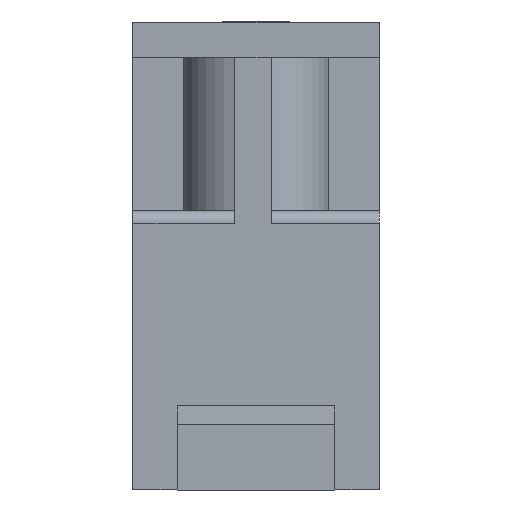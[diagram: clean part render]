
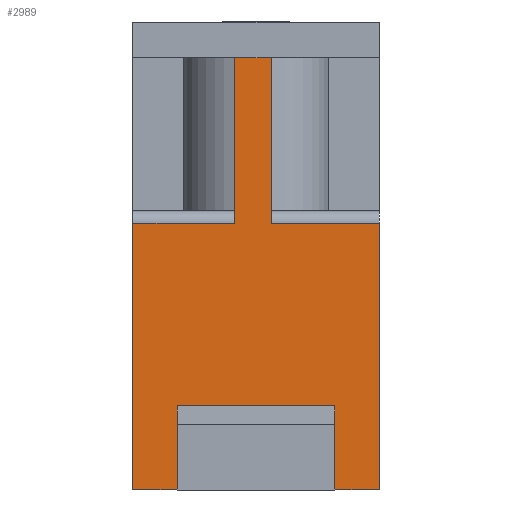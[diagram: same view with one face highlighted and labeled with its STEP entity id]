
A CAD part, front view. The second image highlights one B-rep face of the part: STEP entity #2989.
In plain terms, the highlighted planar face has unit normal (0, -1, 0).
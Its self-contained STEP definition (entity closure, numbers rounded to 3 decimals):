
#2963=AXIS2_PLACEMENT_3D('Plane Axis2P3D',#2960,#2961,#2962) ;
#916=CARTESIAN_POINT('Vertex',(4.137,2.28,17.54)) ;
#919=CARTESIAN_POINT('Line Origine',(4.877,2.28,17.54)) ;
#923=CARTESIAN_POINT('Vertex',(5.617,2.28,17.54)) ;
#1409=CARTESIAN_POINT('Vertex',(0.,2.28,0.)) ;
#1412=CARTESIAN_POINT('Line Origine',(0.,2.28,5.415)) ;
#1416=CARTESIAN_POINT('Vertex',(0.,2.28,10.83)) ;
#1578=CARTESIAN_POINT('Vertex',(10.,2.28,10.83)) ;
#1581=CARTESIAN_POINT('Line Origine',(10.,2.28,5.415)) ;
#1585=CARTESIAN_POINT('Vertex',(10.,2.28,0.)) ;
#2444=CARTESIAN_POINT('Line Origine',(5.,2.28,3.418)) ;
#2448=CARTESIAN_POINT('Vertex',(8.2,2.28,3.418)) ;
#2450=CARTESIAN_POINT('Vertex',(1.8,2.28,3.418)) ;
#2493=CARTESIAN_POINT('Vertex',(4.137,2.28,10.83)) ;
#2496=CARTESIAN_POINT('Line Origine',(4.137,2.28,14.185)) ;
#2517=CARTESIAN_POINT('Line Origine',(5.617,2.28,14.185)) ;
#2521=CARTESIAN_POINT('Vertex',(5.617,2.28,10.83)) ;
#2566=CARTESIAN_POINT('Line Origine',(1.8,2.28,1.709)) ;
#2570=CARTESIAN_POINT('Vertex',(1.8,2.28,0.)) ;
#2616=CARTESIAN_POINT('Line Origine',(8.2,2.28,1.709)) ;
#2620=CARTESIAN_POINT('Vertex',(8.2,2.28,0.)) ;
#2807=CARTESIAN_POINT('Line Origine',(5.,2.28,10.83)) ;
#2947=CARTESIAN_POINT('Line Origine',(5.,2.28,10.83)) ;
#2960=CARTESIAN_POINT('Axis2P3D Location',(10.,2.28,3.418)) ;
#2965=CARTESIAN_POINT('Line Origine',(0.9,2.28,0.)) ;
#2970=CARTESIAN_POINT('Line Origine',(9.1,2.28,0.)) ;
#920=DIRECTION('Vector Direction',(-1.,0.,0.)) ;
#1413=DIRECTION('Vector Direction',(0.,0.,1.)) ;
#1582=DIRECTION('Vector Direction',(0.,0.,1.)) ;
#2445=DIRECTION('Vector Direction',(-1.,0.,0.)) ;
#2497=DIRECTION('Vector Direction',(0.,0.,1.)) ;
#2518=DIRECTION('Vector Direction',(0.,0.,1.)) ;
#2567=DIRECTION('Vector Direction',(0.,0.,1.)) ;
#2617=DIRECTION('Vector Direction',(0.,0.,-1.)) ;
#2808=DIRECTION('Vector Direction',(1.,0.,0.)) ;
#2948=DIRECTION('Vector Direction',(1.,0.,0.)) ;
#2961=DIRECTION('Axis2P3D Direction',(0.,-1.,0.)) ;
#2962=DIRECTION('Axis2P3D XDirection',(0.,0.,1.)) ;
#2966=DIRECTION('Vector Direction',(-1.,0.,0.)) ;
#2971=DIRECTION('Vector Direction',(-1.,0.,0.)) ;
#921=VECTOR('Line Direction',#920,1.) ;
#1414=VECTOR('Line Direction',#1413,1.) ;
#1583=VECTOR('Line Direction',#1582,1.) ;
#2446=VECTOR('Line Direction',#2445,1.) ;
#2498=VECTOR('Line Direction',#2497,1.) ;
#2519=VECTOR('Line Direction',#2518,1.) ;
#2568=VECTOR('Line Direction',#2567,1.) ;
#2618=VECTOR('Line Direction',#2617,1.) ;
#2809=VECTOR('Line Direction',#2808,1.) ;
#2949=VECTOR('Line Direction',#2948,1.) ;
#2967=VECTOR('Line Direction',#2966,1.) ;
#2972=VECTOR('Line Direction',#2971,1.) ;
#2976=ORIENTED_EDGE('',*,*,#2523,.F.) ;
#2977=ORIENTED_EDGE('',*,*,#925,.T.) ;
#2978=ORIENTED_EDGE('',*,*,#2500,.F.) ;
#2979=ORIENTED_EDGE('',*,*,#2811,.F.) ;
#2980=ORIENTED_EDGE('',*,*,#1418,.F.) ;
#2981=ORIENTED_EDGE('',*,*,#2969,.F.) ;
#2982=ORIENTED_EDGE('',*,*,#2572,.T.) ;
#2983=ORIENTED_EDGE('',*,*,#2452,.F.) ;
#2984=ORIENTED_EDGE('',*,*,#2622,.T.) ;
#2985=ORIENTED_EDGE('',*,*,#2974,.F.) ;
#2986=ORIENTED_EDGE('',*,*,#1587,.T.) ;
#2987=ORIENTED_EDGE('',*,*,#2951,.F.) ;
#2989=ADVANCED_FACE('KLEMME',(#2988),#2964,.T.) ;
#925=EDGE_CURVE('',#924,#917,#922,.T.) ;
#1418=EDGE_CURVE('',#1410,#1417,#1415,.T.) ;
#1587=EDGE_CURVE('',#1586,#1579,#1584,.T.) ;
#2452=EDGE_CURVE('',#2449,#2451,#2447,.T.) ;
#2500=EDGE_CURVE('',#2494,#917,#2499,.T.) ;
#2523=EDGE_CURVE('',#924,#2522,#2520,.F.) ;
#2572=EDGE_CURVE('',#2571,#2451,#2569,.T.) ;
#2622=EDGE_CURVE('',#2449,#2621,#2619,.T.) ;
#2811=EDGE_CURVE('',#1417,#2494,#2810,.T.) ;
#2951=EDGE_CURVE('',#2522,#1579,#2950,.T.) ;
#2969=EDGE_CURVE('',#2571,#1410,#2968,.T.) ;
#2974=EDGE_CURVE('',#1586,#2621,#2973,.T.) ;
#2975=EDGE_LOOP('',(#2976,#2977,#2978,#2979,#2980,#2981,#2982,#2983,#2984,#2985,#2986,#2987)) ;
#2988=FACE_OUTER_BOUND('',#2975,.T.) ;
#922=LINE('Line',#919,#921) ;
#1415=LINE('Line',#1412,#1414) ;
#1584=LINE('Line',#1581,#1583) ;
#2447=LINE('Line',#2444,#2446) ;
#2499=LINE('Line',#2496,#2498) ;
#2520=LINE('Line',#2517,#2519) ;
#2569=LINE('Line',#2566,#2568) ;
#2619=LINE('Line',#2616,#2618) ;
#2810=LINE('Line',#2807,#2809) ;
#2950=LINE('Line',#2947,#2949) ;
#2968=LINE('Line',#2965,#2967) ;
#2973=LINE('Line',#2970,#2972) ;
#2964=PLANE('',#2963) ;
#917=VERTEX_POINT('',#916) ;
#924=VERTEX_POINT('',#923) ;
#1410=VERTEX_POINT('',#1409) ;
#1417=VERTEX_POINT('',#1416) ;
#1579=VERTEX_POINT('',#1578) ;
#1586=VERTEX_POINT('',#1585) ;
#2449=VERTEX_POINT('',#2448) ;
#2451=VERTEX_POINT('',#2450) ;
#2494=VERTEX_POINT('',#2493) ;
#2522=VERTEX_POINT('',#2521) ;
#2571=VERTEX_POINT('',#2570) ;
#2621=VERTEX_POINT('',#2620) ;
